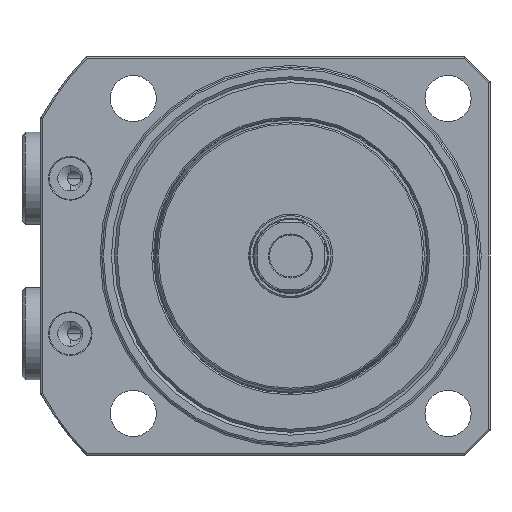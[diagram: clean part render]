
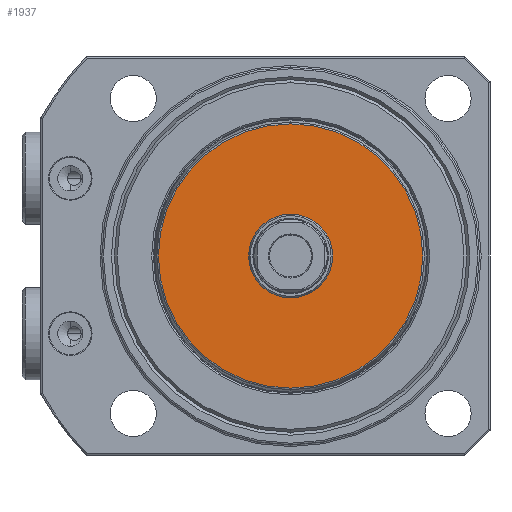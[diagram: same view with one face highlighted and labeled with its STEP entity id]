
A CAD part, front view. The second image highlights one B-rep face of the part: STEP entity #1937.
In plain terms, the highlighted planar face has unit normal (0, -1, 0).
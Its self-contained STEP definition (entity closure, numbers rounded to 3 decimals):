
#193 = EDGE_LOOP ( 'NONE', ( #3350, #3345 ) ) ;
#1514 = AXIS2_PLACEMENT_3D ( 'NONE', #5034, #5044, #5045 ) ;
#1520 = AXIS2_PLACEMENT_3D ( 'NONE', #5046, #5047, #5048 ) ;
#1524 = AXIS2_PLACEMENT_3D ( 'NONE', #5019, #5020, #5021 ) ;
#1535 = AXIS2_PLACEMENT_3D ( 'NONE', #4989, #4996, #4997 ) ;
#1937 = ADVANCED_FACE ( 'NONE', ( #6355, #6346 ), #7833, .F. ) ;
#3345 = ORIENTED_EDGE ( 'NONE', *, *, #9046, .T. ) ;
#3347 = ORIENTED_EDGE ( 'NONE', *, *, #9038, .T. ) ;
#3349 = ORIENTED_EDGE ( 'NONE', *, *, #9054, .T. ) ;
#3350 = ORIENTED_EDGE ( 'NONE', *, *, #9055, .T. ) ;
#3701 = VERTEX_POINT ( 'NONE', #5702 ) ;
#3702 = VERTEX_POINT ( 'NONE', #5703 ) ;
#3707 = VERTEX_POINT ( 'NONE', #5708 ) ;
#3708 = VERTEX_POINT ( 'NONE', #5709 ) ;
#3861 = EDGE_LOOP ( 'NONE', ( #3349, #3347 ) ) ;
#4989 = CARTESIAN_POINT ( 'NONE',  ( 0., 0., 0. ) ) ;
#4996 = DIRECTION ( 'NONE',  ( 0., 1., 0. ) ) ;
#4997 = DIRECTION ( 'NONE',  ( 0., 0., 1. ) ) ;
#5019 = CARTESIAN_POINT ( 'NONE',  ( 0., 0., 0. ) ) ;
#5020 = DIRECTION ( 'NONE',  ( 0., -1., 0. ) ) ;
#5021 = DIRECTION ( 'NONE',  ( 0., 0., 1. ) ) ;
#5034 = CARTESIAN_POINT ( 'NONE',  ( 0., 0., 0. ) ) ;
#5044 = DIRECTION ( 'NONE',  ( 0., 1., 0. ) ) ;
#5045 = DIRECTION ( 'NONE',  ( 0., 0., 1. ) ) ;
#5046 = CARTESIAN_POINT ( 'NONE',  ( 0., 0., 0. ) ) ;
#5047 = DIRECTION ( 'NONE',  ( 0., -1., 0. ) ) ;
#5048 = DIRECTION ( 'NONE',  ( 0., 0., 1. ) ) ;
#5702 = CARTESIAN_POINT ( 'NONE',  ( 0., 0., 31.492 ) ) ;
#5703 = CARTESIAN_POINT ( 'NONE',  ( 0., 0., -31.492 ) ) ;
#5708 = CARTESIAN_POINT ( 'NONE',  ( 0., 0., 10. ) ) ;
#5709 = CARTESIAN_POINT ( 'NONE',  ( 0., 0., -10. ) ) ;
#6344 = AXIS2_PLACEMENT_3D ( 'NONE', #7834, #7835, #7836 ) ;
#6346 = FACE_OUTER_BOUND ( 'NONE', #193, .T. ) ;
#6355 = FACE_BOUND ( 'NONE', #3861, .T. ) ;
#7833 = PLANE ( 'NONE',  #6344 ) ;
#7834 = CARTESIAN_POINT ( 'NONE',  ( 31.772, 0., 0. ) ) ;
#7835 = DIRECTION ( 'NONE',  ( 0., 1., 0. ) ) ;
#7836 = DIRECTION ( 'NONE',  ( 0., 0., 1. ) ) ;
#8421 = CIRCLE ( 'NONE', #1520, 31.492 ) ;
#8422 = CIRCLE ( 'NONE', #1514, 10. ) ;
#8426 = CIRCLE ( 'NONE', #1524, 31.492 ) ;
#8433 = CIRCLE ( 'NONE', #1535, 10. ) ;
#9038 = EDGE_CURVE ( 'NONE', #3708, #3707, #8433, .T. ) ;
#9046 = EDGE_CURVE ( 'NONE', #3702, #3701, #8426, .T. ) ;
#9054 = EDGE_CURVE ( 'NONE', #3707, #3708, #8422, .T. ) ;
#9055 = EDGE_CURVE ( 'NONE', #3701, #3702, #8421, .T. ) ;
